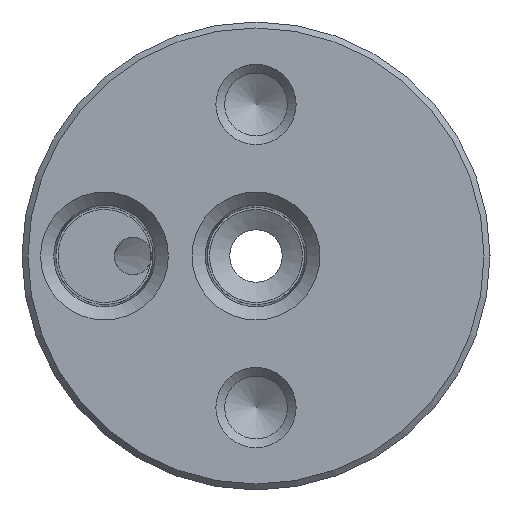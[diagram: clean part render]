
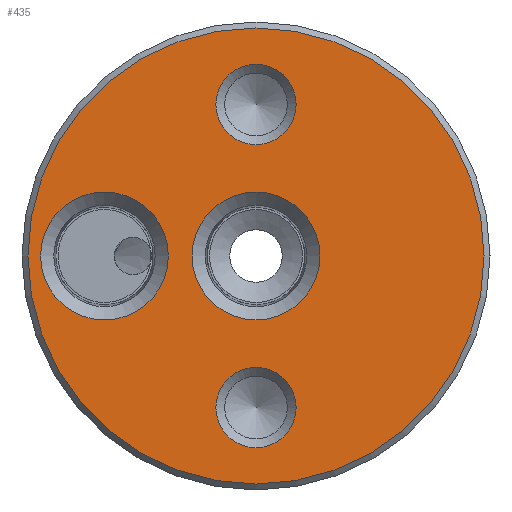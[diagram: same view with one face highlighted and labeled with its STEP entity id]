
A CAD part, left-side view. The second image highlights one B-rep face of the part: STEP entity #435.
In plain terms, the highlighted planar face has unit normal (-1, 0, 0).
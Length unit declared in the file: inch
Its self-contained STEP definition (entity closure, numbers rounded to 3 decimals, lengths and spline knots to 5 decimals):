
#17=PLANE('',#496);
#59=FACE_BOUND('',#155,.T.);
#60=FACE_BOUND('',#156,.T.);
#61=FACE_BOUND('',#157,.T.);
#62=FACE_BOUND('',#158,.T.);
#101=FACE_OUTER_BOUND('',#154,.T.);
#154=EDGE_LOOP('',(#359));
#155=EDGE_LOOP('',(#360));
#156=EDGE_LOOP('',(#361));
#157=EDGE_LOOP('',(#362));
#158=EDGE_LOOP('',(#363));
#200=CIRCLE('',#463,0.135);
#203=CIRCLE('',#469,0.135);
#210=CIRCLE('',#482,0.215);
#213=CIRCLE('',#489,0.215);
#217=CIRCLE('',#497,0.7675);
#239=VERTEX_POINT('',#705);
#242=VERTEX_POINT('',#714);
#250=VERTEX_POINT('',#776);
#253=VERTEX_POINT('',#786);
#257=VERTEX_POINT('',#798);
#279=EDGE_CURVE('',#239,#239,#200,.T.);
#282=EDGE_CURVE('',#242,#242,#203,.T.);
#292=EDGE_CURVE('',#250,#250,#210,.T.);
#295=EDGE_CURVE('',#253,#253,#213,.T.);
#299=EDGE_CURVE('',#257,#257,#217,.T.);
#359=ORIENTED_EDGE('',*,*,#299,.F.);
#360=ORIENTED_EDGE('',*,*,#279,.T.);
#361=ORIENTED_EDGE('',*,*,#282,.T.);
#362=ORIENTED_EDGE('',*,*,#292,.T.);
#363=ORIENTED_EDGE('',*,*,#295,.T.);
#435=ADVANCED_FACE('',(#101,#59,#60,#61,#62),#17,.T.);
#463=AXIS2_PLACEMENT_3D('',#706,#549,#550);
#469=AXIS2_PLACEMENT_3D('',#715,#561,#562);
#482=AXIS2_PLACEMENT_3D('',#777,#589,#590);
#489=AXIS2_PLACEMENT_3D('',#787,#603,#604);
#496=AXIS2_PLACEMENT_3D('',#797,#617,#618);
#497=AXIS2_PLACEMENT_3D('',#799,#619,#620);
#549=DIRECTION('center_axis',(1.,0.,0.));
#550=DIRECTION('ref_axis',(0.,0.,1.));
#561=DIRECTION('center_axis',(1.,0.,0.));
#562=DIRECTION('ref_axis',(0.,0.,1.));
#589=DIRECTION('center_axis',(1.,0.,0.));
#590=DIRECTION('ref_axis',(0.,0.,1.));
#603=DIRECTION('center_axis',(1.,0.,0.));
#604=DIRECTION('ref_axis',(0.,0.,1.));
#617=DIRECTION('center_axis',(-1.,0.,0.));
#618=DIRECTION('ref_axis',(0.,0.,1.));
#619=DIRECTION('center_axis',(1.,0.,0.));
#620=DIRECTION('ref_axis',(0.,1.,0.));
#705=CARTESIAN_POINT('',(0.,0.,0.645));
#706=CARTESIAN_POINT('Origin',(0.,0.,
0.51));
#714=CARTESIAN_POINT('',(0.,0.,-0.375));
#715=CARTESIAN_POINT('Origin',(0.,0.,
-0.51));
#776=CARTESIAN_POINT('',(0.,0.51,0.215));
#777=CARTESIAN_POINT('Origin',(0.,0.51,0.));
#786=CARTESIAN_POINT('',(0.,0.,0.215));
#787=CARTESIAN_POINT('Origin',(0.,0.,
0.));
#797=CARTESIAN_POINT('Origin',(0.,0.38375,0.));
#798=CARTESIAN_POINT('',(0.,0.7675,0.));
#799=CARTESIAN_POINT('Origin',(0.,0.,0.));
